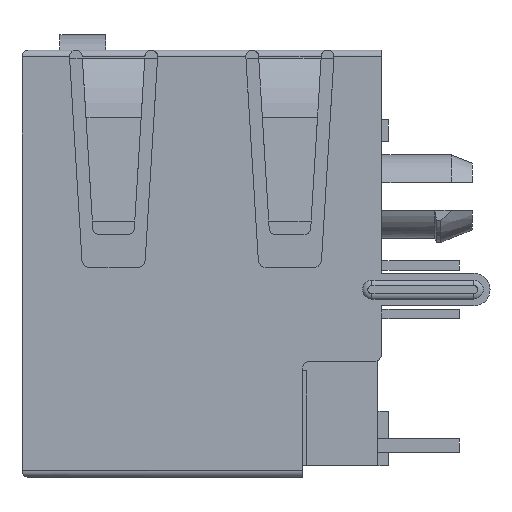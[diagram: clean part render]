
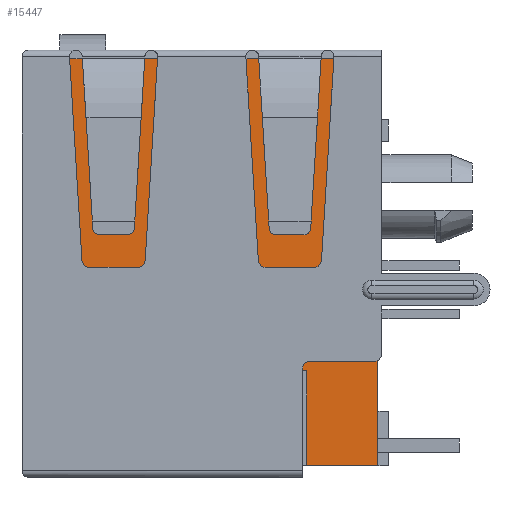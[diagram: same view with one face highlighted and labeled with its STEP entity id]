
A CAD part, left-side view. The second image highlights one B-rep face of the part: STEP entity #15447.
In plain terms, the highlighted planar face has unit normal (-1, 0, 0).
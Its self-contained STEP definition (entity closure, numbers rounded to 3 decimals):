
#351 = CARTESIAN_POINT ( 'NONE',  ( -7.9, 0., -9.92 ) ) ;
#356 = DIRECTION ( 'NONE',  ( 0., 0., 1. ) ) ;
#834 = ORIENTED_EDGE ( 'NONE', *, *, #1779, .F. ) ;
#835 = ORIENTED_EDGE ( 'NONE', *, *, #1780, .F. ) ;
#836 = ORIENTED_EDGE ( 'NONE', *, *, #1781, .T. ) ;
#837 = ORIENTED_EDGE ( 'NONE', *, *, #1680, .T. ) ;
#838 = ORIENTED_EDGE ( 'NONE', *, *, #1782, .F. ) ;
#839 = ORIENTED_EDGE ( 'NONE', *, *, #1783, .F. ) ;
#840 = ORIENTED_EDGE ( 'NONE', *, *, #13573, .F. ) ;
#841 = ORIENTED_EDGE ( 'NONE', *, *, #1784, .F. ) ;
#1680 = EDGE_CURVE ( 'NONE', #13866, #13896, #3533, .T. ) ;
#1779 = EDGE_CURVE ( 'NONE', #14464, #13711, #4615, .T. ) ;
#1780 = EDGE_CURVE ( 'NONE', #13741, #14464, #4605, .T. ) ;
#1781 = EDGE_CURVE ( 'NONE', #13741, #13866, #4617, .T. ) ;
#1782 = EDGE_CURVE ( 'NONE', #13831, #13896, #4621, .T. ) ;
#1783 = EDGE_CURVE ( 'NONE', #15068, #13831, #4623, .T. ) ;
#1784 = EDGE_CURVE ( 'NONE', #13711, #15076, #4619, .T. ) ;
#3533 = LINE ( 'NONE', #351, #3536 ) ;
#3536 = VECTOR ( 'NONE', #356, 1000. ) ;
#3770 = CARTESIAN_POINT ( 'NONE',  ( -7.9, 2.63, -9.92 ) ) ;
#3777 = CARTESIAN_POINT ( 'NONE',  ( -7.9, 12.83, -9.92 ) ) ;
#3788 = CARTESIAN_POINT ( 'NONE',  ( -7.9, 2.63, -6.42 ) ) ;
#3789 = CARTESIAN_POINT ( 'NONE',  ( -7.9, 12.83, -9.92 ) ) ;
#3790 = DIRECTION ( 'NONE',  ( 0., 1., 0. ) ) ;
#3791 = DIRECTION ( 'NONE',  ( 0., 0., 1. ) ) ;
#3793 = DIRECTION ( 'NONE',  ( 0., -1., 0. ) ) ;
#3794 = CARTESIAN_POINT ( 'NONE',  ( -7.9, 12.83, 2.83 ) ) ;
#3795 = DIRECTION ( 'NONE',  ( 0., -1., 0. ) ) ;
#3796 = CARTESIAN_POINT ( 'NONE',  ( -7.9, 0.35, -9.92 ) ) ;
#3798 = DIRECTION ( 'NONE',  ( 0., 0., -1. ) ) ;
#3799 = DIRECTION ( 'NONE',  ( 0., 0., 1. ) ) ;
#4605 = LINE ( 'NONE', #3770, #4620 ) ;
#4615 = LINE ( 'NONE', #3788, #4618 ) ;
#4617 = LINE ( 'NONE', #3777, #4622 ) ;
#4618 = VECTOR ( 'NONE', #3790, 1000. ) ;
#4619 = LINE ( 'NONE', #3789, #4628 ) ;
#4620 = VECTOR ( 'NONE', #3791, 1000. ) ;
#4621 = LINE ( 'NONE', #3794, #4624 ) ;
#4622 = VECTOR ( 'NONE', #3793, 1000. ) ;
#4623 = LINE ( 'NONE', #3796, #4626 ) ;
#4624 = VECTOR ( 'NONE', #3795, 1000. ) ;
#4626 = VECTOR ( 'NONE', #3798, 1000. ) ;
#4628 = VECTOR ( 'NONE', #3799, 1000. ) ;
#6383 = CARTESIAN_POINT ( 'NONE',  ( -7.9, 12.83, 5.08 ) ) ;
#6384 = DIRECTION ( 'NONE',  ( 0., -1., 0. ) ) ;
#6568 = LINE ( 'NONE', #6383, #6571 ) ;
#6571 = VECTOR ( 'NONE', #6384, 1000. ) ;
#8076 = CARTESIAN_POINT ( 'NONE',  ( -7.9, 12.83, -6.42 ) ) ;
#8093 = CARTESIAN_POINT ( 'NONE',  ( -7.9, 2.63, -9.92 ) ) ;
#8145 = CARTESIAN_POINT ( 'NONE',  ( -7.9, 0.35, 2.83 ) ) ;
#8168 = CARTESIAN_POINT ( 'NONE',  ( -7.9, 0., -9.92 ) ) ;
#8186 = CARTESIAN_POINT ( 'NONE',  ( -7.9, 0., 2.83 ) ) ;
#8522 = CARTESIAN_POINT ( 'NONE',  ( -7.9, 2.63, -6.42 ) ) ;
#8678 = CARTESIAN_POINT ( 'NONE',  ( -7.9, 0.35, 5.08 ) ) ;
#8686 = CARTESIAN_POINT ( 'NONE',  ( -7.9, 12.83, 5.08 ) ) ;
#12458 = AXIS2_PLACEMENT_3D ( 'NONE', #13005, #13016, #13017 ) ;
#12750 = FACE_OUTER_BOUND ( 'NONE', #14271, .T. ) ;
#13005 = CARTESIAN_POINT ( 'NONE',  ( -7.9, 12.83, -9.92 ) ) ;
#13014 = PLANE ( 'NONE',  #12458 ) ;
#13016 = DIRECTION ( 'NONE',  ( -1., 0., 0. ) ) ;
#13017 = DIRECTION ( 'NONE',  ( 0., -1., 0. ) ) ;
#13573 = EDGE_CURVE ( 'NONE', #15076, #15068, #6568, .T. ) ;
#13711 = VERTEX_POINT ( 'NONE', #8076 ) ;
#13741 = VERTEX_POINT ( 'NONE', #8093 ) ;
#13831 = VERTEX_POINT ( 'NONE', #8145 ) ;
#13866 = VERTEX_POINT ( 'NONE', #8168 ) ;
#13896 = VERTEX_POINT ( 'NONE', #8186 ) ;
#14271 = EDGE_LOOP ( 'NONE', ( #834, #835, #836, #837, #838, #839, #840, #841 ) ) ;
#14464 = VERTEX_POINT ( 'NONE', #8522 ) ;
#15068 = VERTEX_POINT ( 'NONE', #8678 ) ;
#15076 = VERTEX_POINT ( 'NONE', #8686 ) ;
#15447 = ADVANCED_FACE ( 'NONE', ( #12750 ), #13014, .T. ) ;
